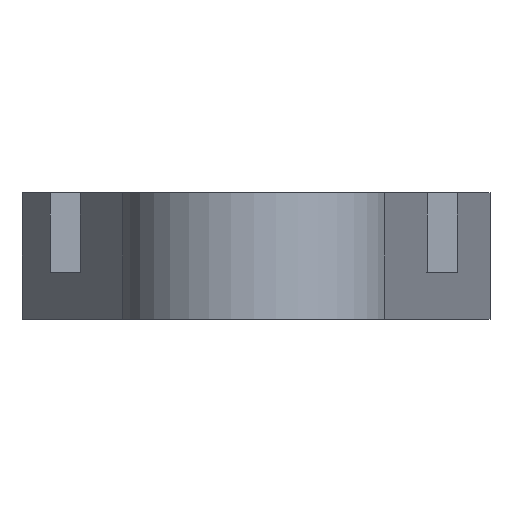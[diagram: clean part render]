
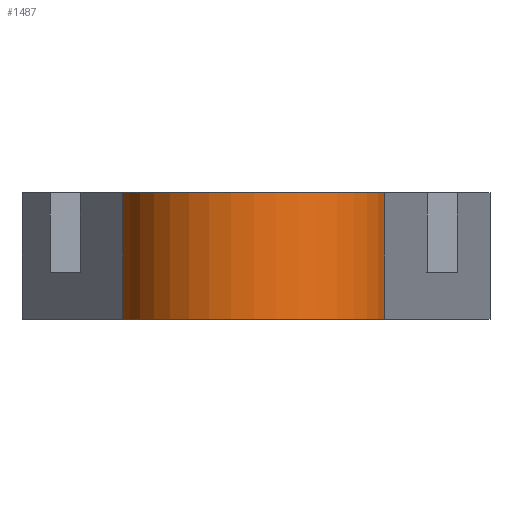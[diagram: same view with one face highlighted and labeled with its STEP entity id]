
A CAD part, front view. The second image highlights one B-rep face of the part: STEP entity #1487.
In plain terms, the highlighted cylindrical face has radius 20.248 mm (diameter 40.496 mm), a partial arc.
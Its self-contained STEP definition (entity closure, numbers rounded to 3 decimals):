
#43 = PLANE('',#44);
#44 = AXIS2_PLACEMENT_3D('',#45,#46,#47);
#45 = CARTESIAN_POINT('',(2.875,-28.483,0.));
#46 = DIRECTION('',(0.,0.,1.));
#47 = DIRECTION('',(0.,-1.,0.));
#68 = VERTEX_POINT('',#69);
#69 = CARTESIAN_POINT('',(-19.698,-83.439,0.));
#83 = PLANE('',#84);
#84 = AXIS2_PLACEMENT_3D('',#85,#86,#87);
#85 = CARTESIAN_POINT('',(-37.179,-10.,3.));
#86 = DIRECTION('',(-0.973,-0.232,0.));
#87 = DIRECTION('',(0.232,-0.973,0.));
#95 = EDGE_CURVE('',#96,#68,#98,.T.);
#96 = VERTEX_POINT('',#97);
#97 = CARTESIAN_POINT('',(19.698,-83.439,0.));
#98 = SURFACE_CURVE('',#99,(#104,#115),.PCURVE_S1.);
#99 = CIRCLE('',#100,20.248);
#100 = AXIS2_PLACEMENT_3D('',#101,#102,#103);
#101 = CARTESIAN_POINT('',(0.,-78.75,0.));
#102 = DIRECTION('',(0.,0.,-1.));
#103 = DIRECTION('',(-0.973,-0.232,-0.));
#104 = PCURVE('',#43,#105);
#105 = DEFINITIONAL_REPRESENTATION('',(#106),#114);
#106 = ( BOUNDED_CURVE() B_SPLINE_CURVE(2,(#107,#108,#109,#110,#111,#112
,#113),.UNSPECIFIED.,.T.,.F.) B_SPLINE_CURVE_WITH_KNOTS((1,2,2,2,2,1),(
    -2.094,0.,2.094,4.189,6.283,
8.378),.UNSPECIFIED.) CURVE() GEOMETRIC_REPRESENTATION_ITEM() 
RATIONAL_B_SPLINE_CURVE((1.,0.5,1.,0.5,1.,0.5,1.)) REPRESENTATION_ITEM(
  '') );
#107 = CARTESIAN_POINT('',(54.956,-22.573));
#108 = CARTESIAN_POINT('',(20.838,-30.694));
#109 = CARTESIAN_POINT('',(30.864,2.913));
#110 = CARTESIAN_POINT('',(40.889,36.52));
#111 = CARTESIAN_POINT('',(64.981,11.034));
#112 = CARTESIAN_POINT('',(89.073,-14.452));
#113 = CARTESIAN_POINT('',(54.956,-22.573));
#114 = ( GEOMETRIC_REPRESENTATION_CONTEXT(2) 
PARAMETRIC_REPRESENTATION_CONTEXT() REPRESENTATION_CONTEXT('2D SPACE',''
  ) );
#115 = PCURVE('',#116,#121);
#116 = CYLINDRICAL_SURFACE('',#117,20.248);
#117 = AXIS2_PLACEMENT_3D('',#118,#119,#120);
#118 = CARTESIAN_POINT('',(0.,-78.75,3.));
#119 = DIRECTION('',(0.,0.,1.));
#120 = DIRECTION('',(-0.973,-0.232,0.));
#121 = DEFINITIONAL_REPRESENTATION('',(#122),#126);
#122 = LINE('',#123,#124);
#123 = CARTESIAN_POINT('',(6.283,-3.));
#124 = VECTOR('',#125,1.);
#125 = DIRECTION('',(-1.,0.));
#126 = ( GEOMETRIC_REPRESENTATION_CONTEXT(2) 
PARAMETRIC_REPRESENTATION_CONTEXT() REPRESENTATION_CONTEXT('2D SPACE',''
  ) );
#144 = PLANE('',#145);
#145 = AXIS2_PLACEMENT_3D('',#146,#147,#148);
#146 = CARTESIAN_POINT('',(19.698,-83.439,3.));
#147 = DIRECTION('',(0.973,-0.232,0.));
#148 = DIRECTION('',(0.232,0.973,0.));
#572 = PLANE('',#573);
#573 = AXIS2_PLACEMENT_3D('',#574,#575,#576);
#574 = CARTESIAN_POINT('',(2.875,-28.483,19.));
#575 = DIRECTION('',(0.,0.,1.));
#576 = DIRECTION('',(0.,-1.,0.));
#1443 = VERTEX_POINT('',#1444);
#1444 = CARTESIAN_POINT('',(19.698,-83.439,19.));
#1465 = EDGE_CURVE('',#1443,#96,#1466,.T.);
#1466 = SURFACE_CURVE('',#1467,(#1471,#1478),.PCURVE_S1.);
#1467 = LINE('',#1468,#1469);
#1468 = CARTESIAN_POINT('',(19.698,-83.439,3.));
#1469 = VECTOR('',#1470,1.);
#1470 = DIRECTION('',(0.,0.,-1.));
#1471 = PCURVE('',#144,#1472);
#1472 = DEFINITIONAL_REPRESENTATION('',(#1473),#1477);
#1473 = LINE('',#1474,#1475);
#1474 = CARTESIAN_POINT('',(0.,0.));
#1475 = VECTOR('',#1476,1.);
#1476 = DIRECTION('',(0.,-1.));
#1477 = ( GEOMETRIC_REPRESENTATION_CONTEXT(2) 
PARAMETRIC_REPRESENTATION_CONTEXT() REPRESENTATION_CONTEXT('2D SPACE',''
  ) );
#1478 = PCURVE('',#116,#1479);
#1479 = DEFINITIONAL_REPRESENTATION('',(#1480),#1484);
#1480 = LINE('',#1481,#1482);
#1481 = CARTESIAN_POINT('',(2.674,0.));
#1482 = VECTOR('',#1483,1.);
#1483 = DIRECTION('',(0.,-1.));
#1484 = ( GEOMETRIC_REPRESENTATION_CONTEXT(2) 
PARAMETRIC_REPRESENTATION_CONTEXT() REPRESENTATION_CONTEXT('2D SPACE',''
  ) );
#1487 = ADVANCED_FACE('',(#1488),#116,.T.);
#1488 = FACE_BOUND('',#1489,.T.);
#1489 = EDGE_LOOP('',(#1490,#1491,#1515,#1536));
#1490 = ORIENTED_EDGE('',*,*,#1465,.F.);
#1491 = ORIENTED_EDGE('',*,*,#1492,.F.);
#1492 = EDGE_CURVE('',#1493,#1443,#1495,.T.);
#1493 = VERTEX_POINT('',#1494);
#1494 = CARTESIAN_POINT('',(-19.698,-83.439,19.));
#1495 = SURFACE_CURVE('',#1496,(#1501,#1508),.PCURVE_S1.);
#1496 = CIRCLE('',#1497,20.248);
#1497 = AXIS2_PLACEMENT_3D('',#1498,#1499,#1500);
#1498 = CARTESIAN_POINT('',(0.,-78.75,19.));
#1499 = DIRECTION('',(0.,0.,1.));
#1500 = DIRECTION('',(-0.973,-0.232,0.));
#1501 = PCURVE('',#116,#1502);
#1502 = DEFINITIONAL_REPRESENTATION('',(#1503),#1507);
#1503 = LINE('',#1504,#1505);
#1504 = CARTESIAN_POINT('',(0.,16.));
#1505 = VECTOR('',#1506,1.);
#1506 = DIRECTION('',(1.,0.));
#1507 = ( GEOMETRIC_REPRESENTATION_CONTEXT(2) 
PARAMETRIC_REPRESENTATION_CONTEXT() REPRESENTATION_CONTEXT('2D SPACE',''
  ) );
#1508 = PCURVE('',#572,#1509);
#1509 = DEFINITIONAL_REPRESENTATION('',(#1510),#1514);
#1510 = CIRCLE('',#1511,20.248);
#1511 = AXIS2_PLACEMENT_2D('',#1512,#1513);
#1512 = CARTESIAN_POINT('',(50.267,-2.875));
#1513 = DIRECTION('',(0.232,-0.973));
#1514 = ( GEOMETRIC_REPRESENTATION_CONTEXT(2) 
PARAMETRIC_REPRESENTATION_CONTEXT() REPRESENTATION_CONTEXT('2D SPACE',''
  ) );
#1515 = ORIENTED_EDGE('',*,*,#1516,.T.);
#1516 = EDGE_CURVE('',#1493,#68,#1517,.T.);
#1517 = SURFACE_CURVE('',#1518,(#1522,#1529),.PCURVE_S1.);
#1518 = LINE('',#1519,#1520);
#1519 = CARTESIAN_POINT('',(-19.698,-83.439,3.));
#1520 = VECTOR('',#1521,1.);
#1521 = DIRECTION('',(0.,0.,-1.));
#1522 = PCURVE('',#116,#1523);
#1523 = DEFINITIONAL_REPRESENTATION('',(#1524),#1528);
#1524 = LINE('',#1525,#1526);
#1525 = CARTESIAN_POINT('',(0.,0.));
#1526 = VECTOR('',#1527,1.);
#1527 = DIRECTION('',(0.,-1.));
#1528 = ( GEOMETRIC_REPRESENTATION_CONTEXT(2) 
PARAMETRIC_REPRESENTATION_CONTEXT() REPRESENTATION_CONTEXT('2D SPACE',''
  ) );
#1529 = PCURVE('',#83,#1530);
#1530 = DEFINITIONAL_REPRESENTATION('',(#1531),#1535);
#1531 = LINE('',#1532,#1533);
#1532 = CARTESIAN_POINT('',(75.491,0.));
#1533 = VECTOR('',#1534,1.);
#1534 = DIRECTION('',(0.,-1.));
#1535 = ( GEOMETRIC_REPRESENTATION_CONTEXT(2) 
PARAMETRIC_REPRESENTATION_CONTEXT() REPRESENTATION_CONTEXT('2D SPACE',''
  ) );
#1536 = ORIENTED_EDGE('',*,*,#95,.F.);
